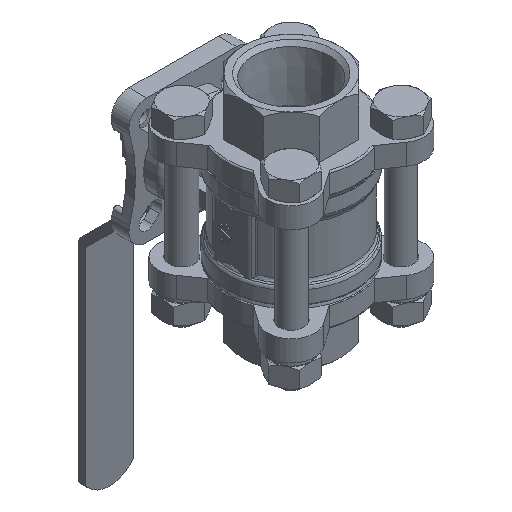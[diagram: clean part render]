
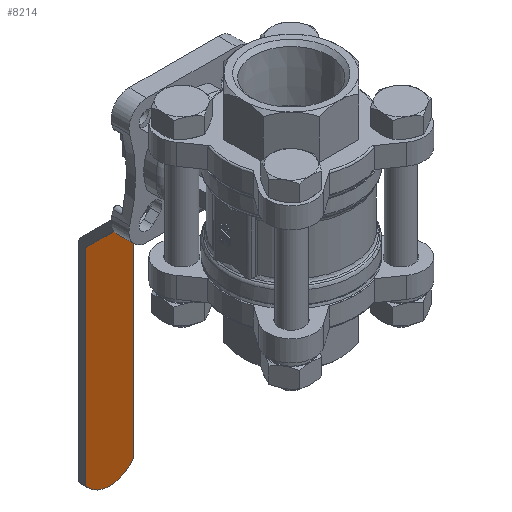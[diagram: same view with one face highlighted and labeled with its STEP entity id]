
A CAD part, isometric view. The second image highlights one B-rep face of the part: STEP entity #8214.
In plain terms, the highlighted planar face has unit normal (0, -1, 0).
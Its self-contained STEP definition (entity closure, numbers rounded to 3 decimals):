
#485=LINE('',#14835,#952);
#486=LINE('',#14838,#953);
#487=LINE('',#14842,#954);
#952=VECTOR('',#11238,1000.);
#953=VECTOR('',#11239,1000.);
#954=VECTOR('',#11242,1000.);
#1312=PLANE('',#9114);
#1707=CIRCLE('',#9115,10.);
#3928=ORIENTED_EDGE('',*,*,#5241,.T.);
#3929=ORIENTED_EDGE('',*,*,#5242,.T.);
#3930=ORIENTED_EDGE('',*,*,#5243,.T.);
#3931=ORIENTED_EDGE('',*,*,#5244,.T.);
#5241=EDGE_CURVE('',#6057,#6058,#485,.T.);
#5242=EDGE_CURVE('',#6058,#6059,#486,.T.);
#5243=EDGE_CURVE('',#6059,#6060,#1707,.F.);
#5244=EDGE_CURVE('',#6060,#6057,#487,.T.);
#6057=VERTEX_POINT('',#14836);
#6058=VERTEX_POINT('',#14837);
#6059=VERTEX_POINT('',#14839);
#6060=VERTEX_POINT('',#14841);
#6991=EDGE_LOOP('',(#3928,#3929,#3930,#3931));
#7584=FACE_BOUND('',#6991,.T.);
#8214=ADVANCED_FACE('',(#7584),#1312,.F.);
#9114=AXIS2_PLACEMENT_3D('',#14834,#11236,#11237);
#9115=AXIS2_PLACEMENT_3D('',#14840,#11240,#11241);
#11236=DIRECTION('',(0.,1.,0.));
#11237=DIRECTION('',(0.,0.,1.));
#11238=DIRECTION('',(-1.,0.,0.));
#11239=DIRECTION('',(0.,0.,-1.));
#11240=DIRECTION('',(0.,1.,0.));
#11241=DIRECTION('',(0.,0.,1.));
#11242=DIRECTION('',(0.,0.,1.));
#14834=CARTESIAN_POINT('',(9.5,21.5,-39.536));
#14835=CARTESIAN_POINT('',(9.5,21.5,-39.743));
#14836=CARTESIAN_POINT('',(8.,21.5,-39.743));
#14837=CARTESIAN_POINT('',(-8.,21.5,-39.743));
#14838=CARTESIAN_POINT('',(-8.,21.5,-39.536));
#14839=CARTESIAN_POINT('',(-8.,21.5,-109.));
#14840=CARTESIAN_POINT('',(0.,21.5,-103.));
#14841=CARTESIAN_POINT('',(8.,21.5,-109.));
#14842=CARTESIAN_POINT('',(8.,21.5,-39.536));
